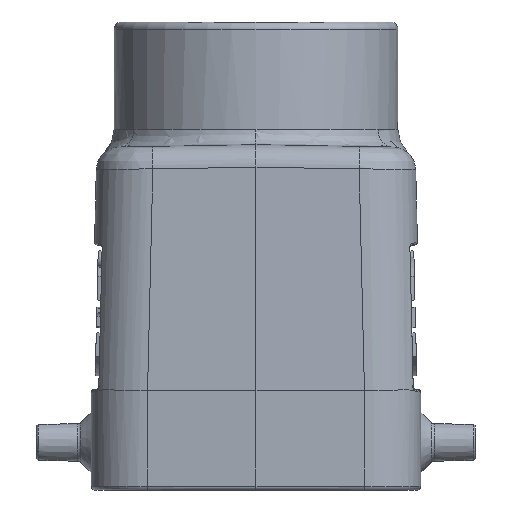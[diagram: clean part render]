
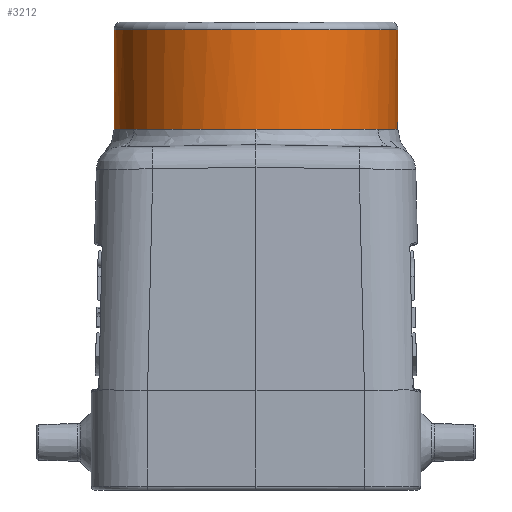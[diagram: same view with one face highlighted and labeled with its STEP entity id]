
A CAD part, left-side view. The second image highlights one B-rep face of the part: STEP entity #3212.
In plain terms, the highlighted cylindrical face has radius 18.5 mm (diameter 37 mm), a full revolution.
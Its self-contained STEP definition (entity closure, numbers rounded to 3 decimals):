
#2672=CYLINDRICAL_SURFACE('',#13225,18.5);
#3212=ADVANCED_FACE('',(#4021,#4022),#2672,.T.);
#3861=CIRCLE('',#13224,18.5);
#4021=FACE_BOUND('',#4165,.T.);
#4022=FACE_BOUND('',#4166,.T.);
#4165=EDGE_LOOP('',(#4984));
#4166=EDGE_LOOP('',(#4985,#4986,#4987,#4988,#4989,#4990));
#4984=ORIENTED_EDGE('',*,*,#7653,.T.);
#4985=ORIENTED_EDGE('',*,*,#7648,.T.);
#4986=ORIENTED_EDGE('',*,*,#7645,.T.);
#4987=ORIENTED_EDGE('',*,*,#7642,.T.);
#4988=ORIENTED_EDGE('',*,*,#7639,.T.);
#4989=ORIENTED_EDGE('',*,*,#7636,.T.);
#4990=ORIENTED_EDGE('',*,*,#7651,.T.);
#6972=VERTEX_POINT('',#18293);
#6974=VERTEX_POINT('',#18301);
#6976=VERTEX_POINT('',#18382);
#6978=VERTEX_POINT('',#18421);
#6980=VERTEX_POINT('',#18460);
#6982=VERTEX_POINT('',#18541);
#6984=VERTEX_POINT('',#18607);
#7636=EDGE_CURVE('',#6974,#6972,#8802,.T.);
#7639=EDGE_CURVE('',#6976,#6974,#8804,.T.);
#7642=EDGE_CURVE('',#6978,#6976,#8806,.T.);
#7645=EDGE_CURVE('',#6980,#6978,#8808,.T.);
#7648=EDGE_CURVE('',#6982,#6980,#8810,.T.);
#7651=EDGE_CURVE('',#6972,#6982,#8812,.T.);
#7653=EDGE_CURVE('',#6984,#6984,#3861,.T.);
#8802=B_SPLINE_CURVE_WITH_KNOTS('',3,(#18295,#18296,#18297,#18298,#18299,
#18300),.UNSPECIFIED.,.F.,.F.,(4,2,4),(0.,0.5,1.),.UNSPECIFIED.);
#8804=B_SPLINE_CURVE_WITH_KNOTS('',3,(#18376,#18377,#18378,#18379,#18380,
#18381),.UNSPECIFIED.,.F.,.F.,(4,2,4),(0.,0.5,1.),.UNSPECIFIED.);
#8806=B_SPLINE_CURVE_WITH_KNOTS('',3,(#18415,#18416,#18417,#18418,#18419,
#18420),.UNSPECIFIED.,.F.,.F.,(4,2,4),(0.,0.5,1.),.UNSPECIFIED.);
#8808=B_SPLINE_CURVE_WITH_KNOTS('',3,(#18454,#18455,#18456,#18457,#18458,
#18459),.UNSPECIFIED.,.F.,.F.,(4,2,4),(0.,0.5,1.),.UNSPECIFIED.);
#8810=B_SPLINE_CURVE_WITH_KNOTS('',3,(#18535,#18536,#18537,#18538,#18539,
#18540),.UNSPECIFIED.,.F.,.F.,(4,2,4),(0.,0.5,1.),.UNSPECIFIED.);
#8812=B_SPLINE_CURVE_WITH_KNOTS('',3,(#18572,#18573,#18574,#18575,#18576,
#18577),.UNSPECIFIED.,.F.,.F.,(4,2,4),(0.,0.5,1.),.UNSPECIFIED.);
#13224=AXIS2_PLACEMENT_3D('',#18606,#14179,#14180);
#13225=AXIS2_PLACEMENT_3D('',#18608,#14181,#14182);
#14179=DIRECTION('',(0.,0.,-1.));
#14180=DIRECTION('',(-1.,0.,0.));
#14181=DIRECTION('',(0.,0.,1.));
#14182=DIRECTION('',(1.,0.,0.));
#18293=CARTESIAN_POINT('',(9.436,-15.913,37.85));
#18295=CARTESIAN_POINT('',(-9.436,-15.913,37.85));
#18296=CARTESIAN_POINT('',(-6.597,-17.596,37.85));
#18297=CARTESIAN_POINT('',(-3.301,-18.5,37.85));
#18298=CARTESIAN_POINT('',(3.301,-18.5,37.85));
#18299=CARTESIAN_POINT('',(6.597,-17.596,37.85));
#18300=CARTESIAN_POINT('',(9.436,-15.913,37.85));
#18301=CARTESIAN_POINT('',(-9.436,-15.913,37.85));
#18376=CARTESIAN_POINT('',(-18.5,0.,37.85));
#18377=CARTESIAN_POINT('',(-18.5,-3.193,37.85));
#18378=CARTESIAN_POINT('',(-17.655,-6.382,37.85));
#18379=CARTESIAN_POINT('',(-14.495,-11.931,37.85));
#18380=CARTESIAN_POINT('',(-12.182,-14.284,37.85));
#18381=CARTESIAN_POINT('',(-9.436,-15.913,37.85));
#18382=CARTESIAN_POINT('',(-18.5,0.,37.85));
#18415=CARTESIAN_POINT('',(-9.436,15.912,37.85));
#18416=CARTESIAN_POINT('',(-12.183,14.284,37.85));
#18417=CARTESIAN_POINT('',(-14.495,11.931,37.85));
#18418=CARTESIAN_POINT('',(-17.655,6.382,37.85));
#18419=CARTESIAN_POINT('',(-18.5,3.193,37.85));
#18420=CARTESIAN_POINT('',(-18.5,0.,37.85));
#18421=CARTESIAN_POINT('',(-9.436,15.912,37.85));
#18454=CARTESIAN_POINT('',(9.436,15.913,37.85));
#18455=CARTESIAN_POINT('',(6.597,17.596,37.85));
#18456=CARTESIAN_POINT('',(3.301,18.5,37.85));
#18457=CARTESIAN_POINT('',(-3.301,18.5,37.85));
#18458=CARTESIAN_POINT('',(-6.597,17.596,37.85));
#18459=CARTESIAN_POINT('',(-9.436,15.912,37.85));
#18460=CARTESIAN_POINT('',(9.436,15.913,37.85));
#18535=CARTESIAN_POINT('',(18.5,0.,37.85));
#18536=CARTESIAN_POINT('',(18.5,3.193,37.85));
#18537=CARTESIAN_POINT('',(17.655,6.382,37.85));
#18538=CARTESIAN_POINT('',(14.495,11.931,37.85));
#18539=CARTESIAN_POINT('',(12.182,14.284,37.85));
#18540=CARTESIAN_POINT('',(9.436,15.913,37.85));
#18541=CARTESIAN_POINT('',(18.5,0.,37.85));
#18572=CARTESIAN_POINT('',(9.436,-15.913,37.85));
#18573=CARTESIAN_POINT('',(12.183,-14.284,37.85));
#18574=CARTESIAN_POINT('',(14.495,-11.931,37.85));
#18575=CARTESIAN_POINT('',(17.655,-6.382,37.85));
#18576=CARTESIAN_POINT('',(18.5,-3.193,37.85));
#18577=CARTESIAN_POINT('',(18.5,0.,37.85));
#18606=CARTESIAN_POINT('',(0.,0.,50.85));
#18607=CARTESIAN_POINT('',(-18.5,0.,50.85));
#18608=CARTESIAN_POINT('',(0.,0.,35.35));
